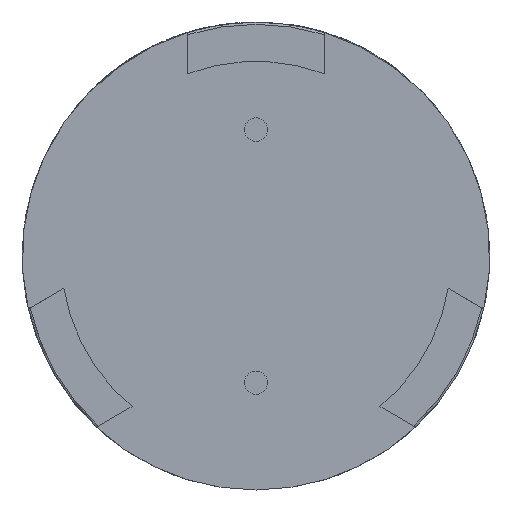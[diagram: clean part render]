
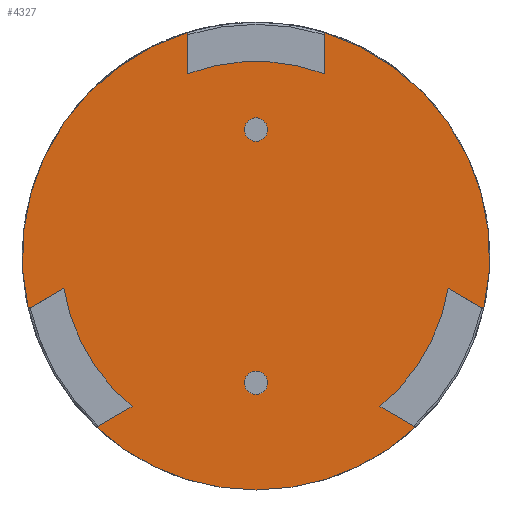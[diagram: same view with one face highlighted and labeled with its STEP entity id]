
A CAD part, front view. The second image highlights one B-rep face of the part: STEP entity #4327.
In plain terms, the highlighted planar face has unit normal (0, -1, 0).
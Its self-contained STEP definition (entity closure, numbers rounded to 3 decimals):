
#18 = AXIS2_PLACEMENT_3D ( 'NONE', #2221, #5794, #2724 ) ;
#70 = CIRCLE ( 'NONE', #3063, 6. ) ;
#104 = ORIENTED_EDGE ( 'NONE', *, *, #1363, .T. ) ;
#139 = CIRCLE ( 'NONE', #1994, 5. ) ;
#184 = CARTESIAN_POINT ( 'NONE',  ( 0., 0.37, 0. ) ) ;
#245 = LINE ( 'NONE', #5286, #4147 ) ;
#253 = DIRECTION ( 'NONE',  ( 0., 0., 1. ) ) ;
#339 = EDGE_CURVE ( 'NONE', #5917, #6162, #5337, .T. ) ;
#430 = CARTESIAN_POINT ( 'NONE',  ( 1.75, 0.37, 5.739 ) ) ;
#459 = CARTESIAN_POINT ( 'NONE',  ( 0., 0.37, 0. ) ) ;
#461 = ORIENTED_EDGE ( 'NONE', *, *, #1231, .T. ) ;
#475 = ORIENTED_EDGE ( 'NONE', *, *, #3968, .T. ) ;
#594 = VERTEX_POINT ( 'NONE', #3109 ) ;
#620 = EDGE_LOOP ( 'NONE', ( #1308, #104, #6014, #4925, #6563, #4672, #3322, #992, #2110, #475, #2017, #461, #2692 ) ) ;
#695 = DIRECTION ( 'NONE',  ( 0., 0., -1. ) ) ;
#707 = DIRECTION ( 'NONE',  ( 0., 0., -1. ) ) ;
#755 = DIRECTION ( 'NONE',  ( 0.866, 0., 0.5 ) ) ;
#879 = LINE ( 'NONE', #1493, #6130 ) ;
#965 = DIRECTION ( 'NONE',  ( 0., -1., 0. ) ) ;
#979 = AXIS2_PLACEMENT_3D ( 'NONE', #5914, #2858, #6430 ) ;
#992 = ORIENTED_EDGE ( 'NONE', *, *, #2580, .T. ) ;
#1131 = CARTESIAN_POINT ( 'NONE',  ( 0., 0.37, 0. ) ) ;
#1202 = CIRCLE ( 'NONE', #979, 5. ) ;
#1215 = CARTESIAN_POINT ( 'NONE',  ( -5.845, 0.37, -1.354 ) ) ;
#1218 = DIRECTION ( 'NONE',  ( -0.866, 0., 0.5 ) ) ;
#1231 = EDGE_CURVE ( 'NONE', #2248, #6507, #6459, .T. ) ;
#1259 = VECTOR ( 'NONE', #4494, 1000. ) ;
#1281 = EDGE_CURVE ( 'NONE', #3990, #2818, #2387, .T. ) ;
#1308 = ORIENTED_EDGE ( 'NONE', *, *, #1281, .T. ) ;
#1337 = CIRCLE ( 'NONE', #3027, 6. ) ;
#1363 = EDGE_CURVE ( 'NONE', #2818, #5917, #1202, .T. ) ;
#1459 = CARTESIAN_POINT ( 'NONE',  ( 5.845, 0.37, -1.354 ) ) ;
#1493 = CARTESIAN_POINT ( 'NONE',  ( 6.745, 0.37, -1.873 ) ) ;
#1638 = DIRECTION ( 'NONE',  ( 0., 0., -1. ) ) ;
#1987 = CARTESIAN_POINT ( 'NONE',  ( 4.095, 0.37, -4.385 ) ) ;
#1994 = AXIS2_PLACEMENT_3D ( 'NONE', #1131, #4716, #1638 ) ;
#2017 = ORIENTED_EDGE ( 'NONE', *, *, #5342, .T. ) ;
#2035 = AXIS2_PLACEMENT_3D ( 'NONE', #2873, #6457, #3389 ) ;
#2043 = CARTESIAN_POINT ( 'NONE',  ( 1.75, 0.37, 4.684 ) ) ;
#2110 = ORIENTED_EDGE ( 'NONE', *, *, #5385, .F. ) ;
#2172 = VERTEX_POINT ( 'NONE', #430 ) ;
#2221 = CARTESIAN_POINT ( 'NONE',  ( 0., 0.37, 0. ) ) ;
#2244 = VERTEX_POINT ( 'NONE', #1459 ) ;
#2248 = VERTEX_POINT ( 'NONE', #3507 ) ;
#2274 = VERTEX_POINT ( 'NONE', #6557 ) ;
#2298 = LINE ( 'NONE', #3755, #6192 ) ;
#2308 = VERTEX_POINT ( 'NONE', #4652 ) ;
#2387 = LINE ( 'NONE', #4352, #3752 ) ;
#2548 = DIRECTION ( 'NONE',  ( 0., -1., 0. ) ) ;
#2580 = EDGE_CURVE ( 'NONE', #594, #2244, #879, .T. ) ;
#2587 = DIRECTION ( 'NONE',  ( 0., 1., 0. ) ) ;
#2692 = ORIENTED_EDGE ( 'NONE', *, *, #3685, .F. ) ;
#2724 = DIRECTION ( 'NONE',  ( 0., 0., -1. ) ) ;
#2794 = EDGE_CURVE ( 'NONE', #5692, #2308, #245, .T. ) ;
#2818 = VERTEX_POINT ( 'NONE', #5952 ) ;
#2858 = DIRECTION ( 'NONE',  ( 0., -1., 0. ) ) ;
#2873 = CARTESIAN_POINT ( 'NONE',  ( 0., 0.37, 0. ) ) ;
#2941 = AXIS2_PLACEMENT_3D ( 'NONE', #459, #965, #4541 ) ;
#3027 = AXIS2_PLACEMENT_3D ( 'NONE', #184, #3747, #695 ) ;
#3063 = AXIS2_PLACEMENT_3D ( 'NONE', #5653, #2587, #6149 ) ;
#3082 = CIRCLE ( 'NONE', #2035, 6. ) ;
#3109 = CARTESIAN_POINT ( 'NONE',  ( 4.931, 0.37, -0.826 ) ) ;
#3111 = CARTESIAN_POINT ( 'NONE',  ( -4.095, 0.37, -4.385 ) ) ;
#3279 = AXIS2_PLACEMENT_3D ( 'NONE', #5609, #2548, #6111 ) ;
#3322 = ORIENTED_EDGE ( 'NONE', *, *, #4523, .T. ) ;
#3389 = DIRECTION ( 'NONE',  ( 0., 0., -1. ) ) ;
#3482 = VERTEX_POINT ( 'NONE', #2043 ) ;
#3507 = CARTESIAN_POINT ( 'NONE',  ( -1.75, 0.37, 4.684 ) ) ;
#3685 = EDGE_CURVE ( 'NONE', #3990, #6507, #5965, .T. ) ;
#3747 = DIRECTION ( 'NONE',  ( 0., 1., 0. ) ) ;
#3752 = VECTOR ( 'NONE', #755, 1000. ) ;
#3755 = CARTESIAN_POINT ( 'NONE',  ( 1.75, 0.37, 6.778 ) ) ;
#3789 = EDGE_CURVE ( 'NONE', #2274, #6162, #3082, .T. ) ;
#3869 = EDGE_CURVE ( 'NONE', #5692, #2274, #70, .T. ) ;
#3906 = FACE_OUTER_BOUND ( 'NONE', #620, .T. ) ;
#3968 = EDGE_CURVE ( 'NONE', #2172, #3482, #2298, .T. ) ;
#3971 = CARTESIAN_POINT ( 'NONE',  ( -3.181, 0.37, -3.857 ) ) ;
#3990 = VERTEX_POINT ( 'NONE', #1215 ) ;
#4070 = DIRECTION ( 'NONE',  ( 0.866, 0., -0.5 ) ) ;
#4147 = VECTOR ( 'NONE', #1218, 1000. ) ;
#4327 = ADVANCED_FACE ( 'NONE', ( #3906 ), #6552, .T. ) ;
#4352 = CARTESIAN_POINT ( 'NONE',  ( -6.745, 0.37, -1.873 ) ) ;
#4494 = DIRECTION ( 'NONE',  ( -0.866, 0., -0.5 ) ) ;
#4523 = EDGE_CURVE ( 'NONE', #2308, #594, #6117, .T. ) ;
#4541 = DIRECTION ( 'NONE',  ( 0., 0., -1. ) ) ;
#4652 = CARTESIAN_POINT ( 'NONE',  ( 3.181, 0.37, -3.857 ) ) ;
#4672 = ORIENTED_EDGE ( 'NONE', *, *, #2794, .T. ) ;
#4716 = DIRECTION ( 'NONE',  ( 0., -1., 0. ) ) ;
#4829 = CARTESIAN_POINT ( 'NONE',  ( -1.75, 0.37, 6.778 ) ) ;
#4925 = ORIENTED_EDGE ( 'NONE', *, *, #3789, .F. ) ;
#5122 = VECTOR ( 'NONE', #253, 1000. ) ;
#5286 = CARTESIAN_POINT ( 'NONE',  ( 4.995, 0.37, -4.904 ) ) ;
#5337 = LINE ( 'NONE', #5432, #1259 ) ;
#5342 = EDGE_CURVE ( 'NONE', #3482, #2248, #139, .T. ) ;
#5385 = EDGE_CURVE ( 'NONE', #2172, #2244, #1337, .T. ) ;
#5432 = CARTESIAN_POINT ( 'NONE',  ( -4.995, 0.37, -4.904 ) ) ;
#5609 = CARTESIAN_POINT ( 'NONE',  ( 0., 0.37, 0. ) ) ;
#5653 = CARTESIAN_POINT ( 'NONE',  ( 0., 0.37, 0. ) ) ;
#5692 = VERTEX_POINT ( 'NONE', #1987 ) ;
#5794 = DIRECTION ( 'NONE',  ( 0., 1., 0. ) ) ;
#5914 = CARTESIAN_POINT ( 'NONE',  ( 0., 0.37, 0. ) ) ;
#5917 = VERTEX_POINT ( 'NONE', #3971 ) ;
#5952 = CARTESIAN_POINT ( 'NONE',  ( -4.931, 0.37, -0.826 ) ) ;
#5965 = CIRCLE ( 'NONE', #18, 6. ) ;
#6014 = ORIENTED_EDGE ( 'NONE', *, *, #339, .T. ) ;
#6111 = DIRECTION ( 'NONE',  ( 0., 0., -1. ) ) ;
#6117 = CIRCLE ( 'NONE', #3279, 5. ) ;
#6130 = VECTOR ( 'NONE', #4070, 1000. ) ;
#6149 = DIRECTION ( 'NONE',  ( 0., 0., -1. ) ) ;
#6162 = VERTEX_POINT ( 'NONE', #3111 ) ;
#6192 = VECTOR ( 'NONE', #707, 1000. ) ;
#6430 = DIRECTION ( 'NONE',  ( 0., 0., -1. ) ) ;
#6457 = DIRECTION ( 'NONE',  ( 0., 1., 0. ) ) ;
#6459 = LINE ( 'NONE', #4829, #5122 ) ;
#6476 = CARTESIAN_POINT ( 'NONE',  ( -1.75, 0.37, 5.739 ) ) ;
#6507 = VERTEX_POINT ( 'NONE', #6476 ) ;
#6552 = PLANE ( 'NONE',  #2941 ) ;
#6557 = CARTESIAN_POINT ( 'NONE',  ( 0., 0.37, -6. ) ) ;
#6563 = ORIENTED_EDGE ( 'NONE', *, *, #3869, .F. ) ;
